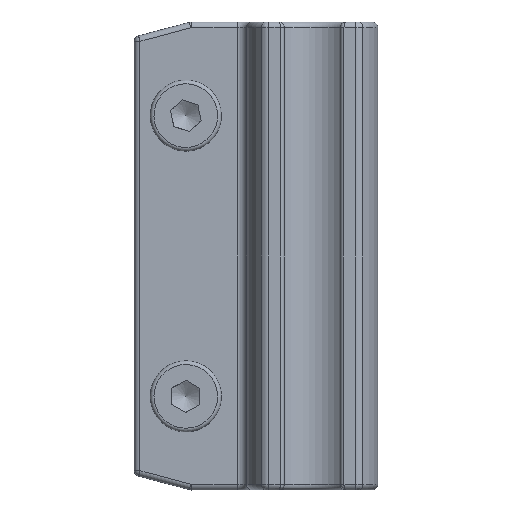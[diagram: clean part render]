
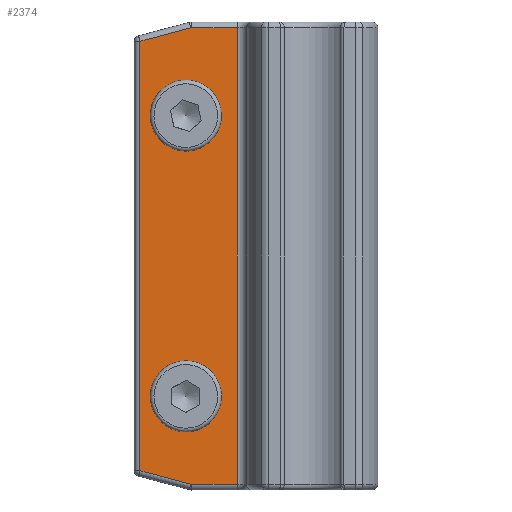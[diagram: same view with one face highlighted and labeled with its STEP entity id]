
A CAD part, left-side view. The second image highlights one B-rep face of the part: STEP entity #2374.
In plain terms, the highlighted planar face has unit normal (-1, 0, 0).
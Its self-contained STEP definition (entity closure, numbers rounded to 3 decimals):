
#75=FACE_BOUND('',#338,.T.);
#76=FACE_BOUND('',#339,.T.);
#100=PLANE('',#2604);
#186=FACE_OUTER_BOUND('',#337,.T.);
#337=EDGE_LOOP('',(#1674,#1675,#1676,#1677,#1678,#1679,#1680,#1681));
#338=EDGE_LOOP('',(#1682,#1683));
#339=EDGE_LOOP('',(#1684,#1685));
#496=LINE('',#3840,#641);
#497=LINE('',#3842,#642);
#498=LINE('',#3844,#643);
#499=LINE('',#3848,#644);
#500=LINE('',#3850,#645);
#501=LINE('',#3852,#646);
#641=VECTOR('',#3055,10.);
#642=VECTOR('',#3056,10.);
#643=VECTOR('',#3057,10.);
#644=VECTOR('',#3060,10.);
#645=VECTOR('',#3061,10.);
#646=VECTOR('',#3062,10.);
#762=CIRCLE('',#2532,1.9);
#763=CIRCLE('',#2533,1.9);
#785=CIRCLE('',#2571,1.9);
#786=CIRCLE('',#2572,1.9);
#807=CIRCLE('',#2605,0.2);
#808=CIRCLE('',#2606,0.2);
#932=VERTEX_POINT('',#3614);
#933=VERTEX_POINT('',#3615);
#967=VERTEX_POINT('',#3726);
#968=VERTEX_POINT('',#3727);
#1005=VERTEX_POINT('',#3838);
#1006=VERTEX_POINT('',#3839);
#1007=VERTEX_POINT('',#3841);
#1008=VERTEX_POINT('',#3843);
#1009=VERTEX_POINT('',#3845);
#1010=VERTEX_POINT('',#3847);
#1011=VERTEX_POINT('',#3849);
#1012=VERTEX_POINT('',#3851);
#1149=EDGE_CURVE('',#932,#933,#762,.T.);
#1150=EDGE_CURVE('',#933,#932,#763,.T.);
#1196=EDGE_CURVE('',#967,#968,#785,.T.);
#1197=EDGE_CURVE('',#968,#967,#786,.T.);
#1244=EDGE_CURVE('',#1005,#1006,#496,.T.);
#1245=EDGE_CURVE('',#1007,#1005,#497,.T.);
#1246=EDGE_CURVE('',#1008,#1007,#498,.T.);
#1247=EDGE_CURVE('',#1009,#1008,#807,.T.);
#1248=EDGE_CURVE('',#1010,#1009,#499,.T.);
#1249=EDGE_CURVE('',#1011,#1010,#500,.T.);
#1250=EDGE_CURVE('',#1012,#1011,#501,.T.);
#1251=EDGE_CURVE('',#1006,#1012,#808,.T.);
#1674=ORIENTED_EDGE('',*,*,#1244,.F.);
#1675=ORIENTED_EDGE('',*,*,#1245,.F.);
#1676=ORIENTED_EDGE('',*,*,#1246,.F.);
#1677=ORIENTED_EDGE('',*,*,#1247,.F.);
#1678=ORIENTED_EDGE('',*,*,#1248,.F.);
#1679=ORIENTED_EDGE('',*,*,#1249,.F.);
#1680=ORIENTED_EDGE('',*,*,#1250,.F.);
#1681=ORIENTED_EDGE('',*,*,#1251,.F.);
#1682=ORIENTED_EDGE('',*,*,#1149,.T.);
#1683=ORIENTED_EDGE('',*,*,#1150,.T.);
#1684=ORIENTED_EDGE('',*,*,#1196,.T.);
#1685=ORIENTED_EDGE('',*,*,#1197,.T.);
#2374=ADVANCED_FACE('',(#186,#75,#76),#100,.T.);
#2532=AXIS2_PLACEMENT_3D('',#3616,#2873,#2874);
#2533=AXIS2_PLACEMENT_3D('',#3617,#2875,#2876);
#2571=AXIS2_PLACEMENT_3D('',#3728,#2968,#2969);
#2572=AXIS2_PLACEMENT_3D('',#3729,#2970,#2971);
#2604=AXIS2_PLACEMENT_3D('',#3837,#3053,#3054);
#2605=AXIS2_PLACEMENT_3D('',#3846,#3058,#3059);
#2606=AXIS2_PLACEMENT_3D('',#3853,#3063,#3064);
#2873=DIRECTION('center_axis',(1.,0.,0.));
#2874=DIRECTION('ref_axis',(0.,0.979,-0.206));
#2875=DIRECTION('center_axis',(1.,0.,0.));
#2876=DIRECTION('ref_axis',(0.,0.979,-0.206));
#2968=DIRECTION('center_axis',(1.,0.,0.));
#2969=DIRECTION('ref_axis',(0.,1.,0.019));
#2970=DIRECTION('center_axis',(1.,0.,0.));
#2971=DIRECTION('ref_axis',(0.,1.,0.019));
#3053=DIRECTION('center_axis',(-1.,0.,0.));
#3054=DIRECTION('ref_axis',(0.,1.,0.));
#3055=DIRECTION('',(0.,1.,0.));
#3056=DIRECTION('',(0.,0.,-1.));
#3057=DIRECTION('',(0.,-1.,0.));
#3058=DIRECTION('center_axis',(1.,0.,0.));
#3059=DIRECTION('ref_axis',(0.,0.131,0.991));
#3060=DIRECTION('',(0.,-0.966,0.259));
#3061=DIRECTION('',(0.,0.,1.));
#3062=DIRECTION('',(0.,0.966,0.259));
#3063=DIRECTION('center_axis',(1.,0.,0.));
#3064=DIRECTION('ref_axis',(0.,0.131,-0.991));
#3614=CARTESIAN_POINT('',(-15.,8.609,-47.147));
#3615=CARTESIAN_POINT('',(-15.,4.891,-46.363));
#3616=CARTESIAN_POINT('Origin',(-15.,6.75,-46.755));
#3617=CARTESIAN_POINT('Origin',(-15.,6.75,-46.755));
#3726=CARTESIAN_POINT('',(-15.,8.649,-61.719));
#3727=CARTESIAN_POINT('',(-15.,4.85,-61.791));
#3728=CARTESIAN_POINT('Origin',(-15.,6.75,-61.755));
#3729=CARTESIAN_POINT('Origin',(-15.,6.75,-61.755));
#3837=CARTESIAN_POINT('Origin',(-15.,3.448,-54.255));
#3838=CARTESIAN_POINT('',(-15.,3.999,-66.455));
#3839=CARTESIAN_POINT('',(-15.,6.434,-66.455));
#3840=CARTESIAN_POINT('',(-15.,3.224,-66.455));
#3841=CARTESIAN_POINT('',(-15.,3.999,-42.055));
#3842=CARTESIAN_POINT('',(-15.,3.999,-54.255));
#3843=CARTESIAN_POINT('',(-15.,6.434,-42.055));
#3844=CARTESIAN_POINT('',(-15.,3.224,-42.055));
#3845=CARTESIAN_POINT('',(-15.,6.486,-42.062));
#3846=CARTESIAN_POINT('Origin',(-15.,6.434,-42.255));
#3847=CARTESIAN_POINT('',(-15.,9.2,-42.789));
#3848=CARTESIAN_POINT('',(-15.,7.311,-42.283));
#3849=CARTESIAN_POINT('',(-15.,9.2,-65.721));
#3850=CARTESIAN_POINT('',(-15.,9.2,-54.255));
#3851=CARTESIAN_POINT('',(-15.,6.486,-66.448));
#3852=CARTESIAN_POINT('',(-15.,7.311,-66.227));
#3853=CARTESIAN_POINT('Origin',(-15.,6.434,-66.255));
